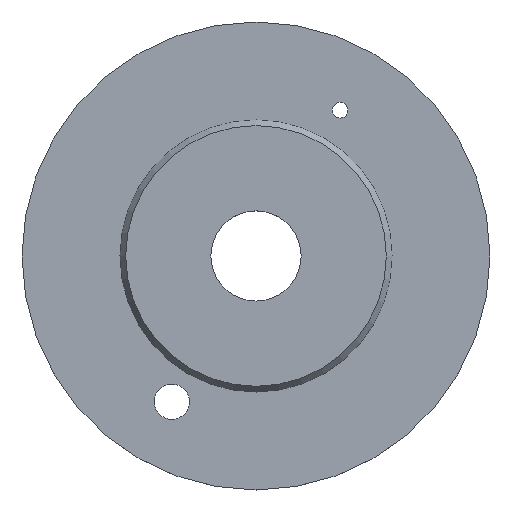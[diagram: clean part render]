
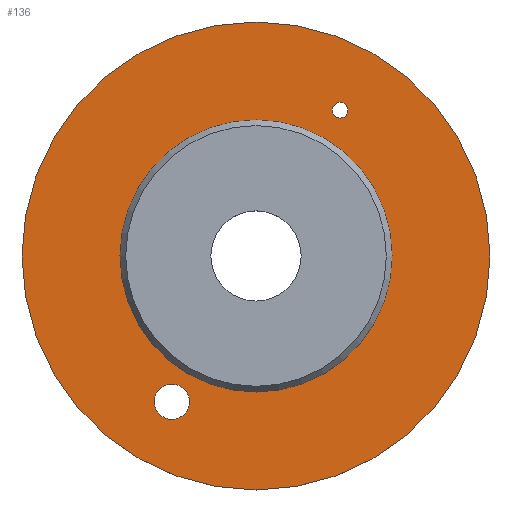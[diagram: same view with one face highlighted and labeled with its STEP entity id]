
A CAD part, top view. The second image highlights one B-rep face of the part: STEP entity #136.
In plain terms, the highlighted planar face has unit normal (0, 0, 1).
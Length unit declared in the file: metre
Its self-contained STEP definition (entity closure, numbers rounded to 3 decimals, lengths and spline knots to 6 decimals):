
#32=ORIENTED_EDGE('',*,*,#51,.F.);
#33=ORIENTED_EDGE('',*,*,#52,.T.);
#34=ORIENTED_EDGE('',*,*,#50,.T.);
#35=ORIENTED_EDGE('',*,*,#53,.F.);
#50=EDGE_CURVE('',#62,#62,#74,.T.);
#51=EDGE_CURVE('',#63,#63,#75,.T.);
#52=EDGE_CURVE('',#64,#64,#76,.F.);
#53=EDGE_CURVE('',#65,#65,#77,.T.);
#62=VERTEX_POINT('',#245);
#63=VERTEX_POINT('',#248);
#64=VERTEX_POINT('',#250);
#65=VERTEX_POINT('',#252);
#74=CIRCLE('',#167,0.110122);
#75=CIRCLE('',#169,0.00635);
#76=CIRCLE('',#170,0.014288);
#77=CIRCLE('',#171,0.189391);
#92=EDGE_LOOP('',(#32));
#93=EDGE_LOOP('',(#33));
#94=EDGE_LOOP('',(#34));
#95=EDGE_LOOP('',(#35));
#116=FACE_BOUND('',#92,.T.);
#117=FACE_BOUND('',#93,.T.);
#118=FACE_BOUND('',#94,.T.);
#119=FACE_BOUND('',#95,.T.);
#129=PLANE('',#168);
#136=ADVANCED_FACE('',(#116,#117,#118,#119),#129,.T.);
#167=AXIS2_PLACEMENT_3D('',#244,#205,#206);
#168=AXIS2_PLACEMENT_3D('',#246,#207,#208);
#169=AXIS2_PLACEMENT_3D('',#247,#209,#210);
#170=AXIS2_PLACEMENT_3D('',#249,#211,#212);
#171=AXIS2_PLACEMENT_3D('',#251,#213,#214);
#205=DIRECTION('',(0.,0.,-1.));
#206=DIRECTION('',(-1.,0.,0.));
#207=DIRECTION('',(0.,0.,1.));
#208=DIRECTION('',(1.,0.,0.));
#209=DIRECTION('',(0.,0.,1.));
#210=DIRECTION('',(1.,0.,0.));
#211=DIRECTION('',(0.,0.,1.));
#212=DIRECTION('',(1.,0.,0.));
#213=DIRECTION('',(0.,0.,-1.));
#214=DIRECTION('',(-1.,0.,0.));
#244=CARTESIAN_POINT('',(0.,0.,1.113301));
#245=CARTESIAN_POINT('',(-0.110122,0.,1.113301));
#246=CARTESIAN_POINT('',(-0.148486,0.,1.113301));
#247=CARTESIAN_POINT('',(0.068097,0.117948,1.113301));
#248=CARTESIAN_POINT('',(0.074447,0.117948,1.113301));
#249=CARTESIAN_POINT('',(-0.068097,-0.117948,1.113301));
#250=CARTESIAN_POINT('',(-0.05381,-0.117948,1.113301));
#251=CARTESIAN_POINT('',(0.,0.,1.113301));
#252=CARTESIAN_POINT('',(-0.189391,0.,1.113301));
